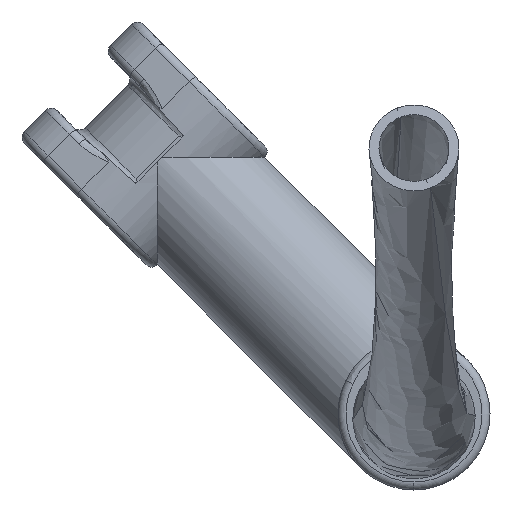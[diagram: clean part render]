
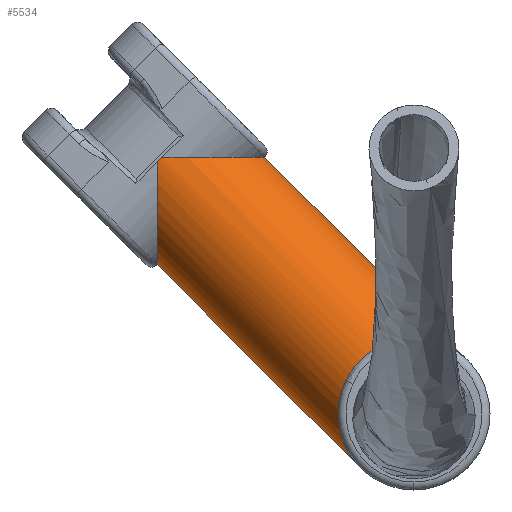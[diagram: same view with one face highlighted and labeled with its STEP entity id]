
A CAD part, left-side view. The second image highlights one B-rep face of the part: STEP entity #5534.
In plain terms, the highlighted cylindrical face has radius 19 mm (diameter 38 mm), a partial arc.
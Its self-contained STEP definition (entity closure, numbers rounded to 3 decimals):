
#129 =( BOUNDED_CURVE ( )  B_SPLINE_CURVE ( 3, ( #1348, #4886, #8409, #479 ),
 .UNSPECIFIED., .F., .T. ) 
 B_SPLINE_CURVE_WITH_KNOTS ( ( 4, 4 ),
 ( 3.467, 4.712 ),
 .UNSPECIFIED. ) 
 CURVE ( )  GEOMETRIC_REPRESENTATION_ITEM ( )  RATIONAL_B_SPLINE_CURVE ( ( 1., 0.875, 0.875, 1. ) ) 
 REPRESENTATION_ITEM ( '' )  );
#196 = EDGE_CURVE ( 'NONE', #5648, #2275, #803, .T. ) ;
#223 = CARTESIAN_POINT ( 'NONE',  ( -13.435, 0., 19. ) ) ;
#241 = EDGE_CURVE ( 'NONE', #3153, #2730, #429, .T. ) ;
#388 = CARTESIAN_POINT ( 'NONE',  ( -18.983, 64.17, 63.035 ) ) ;
#429 =( BOUNDED_CURVE ( )  B_SPLINE_CURVE ( 3, ( #10321, #5084, #10266, #2394 ),
 .UNSPECIFIED., .F., .T. ) 
 B_SPLINE_CURVE_WITH_KNOTS ( ( 4, 4 ),
 ( 2.816, 3.467 ),
 .UNSPECIFIED. ) 
 CURVE ( )  GEOMETRIC_REPRESENTATION_ITEM ( )  RATIONAL_B_SPLINE_CURVE ( ( 1., 0.965, 0.965, 1. ) ) 
 REPRESENTATION_ITEM ( '' )  );
#479 = CARTESIAN_POINT ( 'NONE',  ( 0., 13.435, -13.435 ) ) ;
#703 = EDGE_CURVE ( 'NONE', #5824, #5648, #6512, .T. ) ;
#803 = CIRCLE ( 'NONE', #2831, 19. ) ;
#871 = LINE ( 'NONE', #1039, #6262 ) ;
#1039 = CARTESIAN_POINT ( 'NONE',  ( 0., 77.605, 50.735 ) ) ;
#1098 = EDGE_CURVE ( 'NONE', #7788, #11226, #4051, .T. ) ;
#1348 = CARTESIAN_POINT ( 'NONE',  ( -18., 17.029, 8.427 ) ) ;
#1917 = VERTEX_POINT ( 'NONE', #7468 ) ;
#2023 = EDGE_CURVE ( 'NONE', #11226, #3153, #9128, .T. ) ;
#2275 = VERTEX_POINT ( 'NONE', #9584 ) ;
#2394 = CARTESIAN_POINT ( 'NONE',  ( -18., 17.029, 8.427 ) ) ;
#2730 = VERTEX_POINT ( 'NONE', #6137 ) ;
#2824 = LINE ( 'NONE', #9881, #4213 ) ;
#2831 = AXIS2_PLACEMENT_3D ( 'NONE', #5029, #9412, #7570 ) ;
#2948 = ORIENTED_EDGE ( 'NONE', *, *, #11138, .T. ) ;
#3048 = CARTESIAN_POINT ( 'NONE',  ( -13.435, 0., 19. ) ) ;
#3153 = VERTEX_POINT ( 'NONE', #5838 ) ;
#3576 = ORIENTED_EDGE ( 'NONE', *, *, #11404, .F. ) ;
#3762 = DIRECTION ( 'NONE',  ( 0., -0.707, -0.707 ) ) ;
#4051 =( BOUNDED_CURVE ( )  B_SPLINE_CURVE ( 3, ( #7735, #11392, #11225, #11334 ),
 .UNSPECIFIED., .F., .T. ) 
 B_SPLINE_CURVE_WITH_KNOTS ( ( 4, 4 ),
 ( 1.571, 2.356 ),
 .UNSPECIFIED. ) 
 CURVE ( )  GEOMETRIC_REPRESENTATION_ITEM ( )  RATIONAL_B_SPLINE_CURVE ( ( 1., 0.949, 0.949, 1. ) ) 
 REPRESENTATION_ITEM ( '' )  );
#4213 = VECTOR ( 'NONE', #3762, 1000. ) ;
#4764 = ORIENTED_EDGE ( 'NONE', *, *, #1098, .F. ) ;
#4886 = CARTESIAN_POINT ( 'NONE',  ( -15.298, 20.773, 0.862 ) ) ;
#4946 = AXIS2_PLACEMENT_3D ( 'NONE', #9185, #9356, #7349 ) ;
#5029 = CARTESIAN_POINT ( 'NONE',  ( 0., 63.602, 63.602 ) ) ;
#5030 = CARTESIAN_POINT ( 'NONE',  ( 0., 13.435, -13.435 ) ) ;
#5084 = CARTESIAN_POINT ( 'NONE',  ( -19.345, 12.193, 15.165 ) ) ;
#5107 = ORIENTED_EDGE ( 'NONE', *, *, #196, .F. ) ;
#5252 = CARTESIAN_POINT ( 'NONE',  ( 0., 37.3, 64.17 ) ) ;
#5534 = ADVANCED_FACE ( 'NONE', ( #8890 ), #10552, .T. ) ;
#5590 = ORIENTED_EDGE ( 'NONE', *, *, #703, .F. ) ;
#5648 = VERTEX_POINT ( 'NONE', #7517 ) ;
#5671 = CARTESIAN_POINT ( 'NONE',  ( -10.761, 64.17, 37.3 ) ) ;
#5824 = VERTEX_POINT ( 'NONE', #7679 ) ;
#5838 = CARTESIAN_POINT ( 'NONE',  ( -18., 8.427, 17.029 ) ) ;
#5916 = CARTESIAN_POINT ( 'NONE',  ( -18.983, 63.035, 64.17 ) ) ;
#5990 = ORIENTED_EDGE ( 'NONE', *, *, #8936, .F. ) ;
#6137 = CARTESIAN_POINT ( 'NONE',  ( -18., 17.029, 8.427 ) ) ;
#6262 = VECTOR ( 'NONE', #8161, 1000. ) ;
#6418 = EDGE_LOOP ( 'NONE', ( #3576, #5990, #5107, #5590, #2948, #7814, #10091, #7868, #4764 ) ) ;
#6512 =( BOUNDED_CURVE ( )  B_SPLINE_CURVE ( 3, ( #10032, #5671, #10094, #388 ),
 .UNSPECIFIED., .F., .T. ) 
 B_SPLINE_CURVE_WITH_KNOTS ( ( 4, 4 ),
 ( 0., 1.529 ),
 .UNSPECIFIED. ) 
 CURVE ( )  GEOMETRIC_REPRESENTATION_ITEM ( )  RATIONAL_B_SPLINE_CURVE ( ( 1., 0.815, 0.815, 1. ) ) 
 REPRESENTATION_ITEM ( '' )  );
#7000 = EDGE_CURVE ( 'NONE', #2730, #8869, #129, .T. ) ;
#7163 =( BOUNDED_CURVE ( )  B_SPLINE_CURVE ( 3, ( #5916, #8660, #10375, #5252 ),
 .UNSPECIFIED., .F., .F. ) 
 B_SPLINE_CURVE_WITH_KNOTS ( ( 4, 4 ),
 ( 4.755, 6.283 ),
 .UNSPECIFIED. ) 
 CURVE ( )  GEOMETRIC_REPRESENTATION_ITEM ( )  RATIONAL_B_SPLINE_CURVE ( ( 1., 0.815, 0.815, 1. ) ) 
 REPRESENTATION_ITEM ( '' )  );
#7349 = DIRECTION ( 'NONE',  ( 0., 0.707, -0.707 ) ) ;
#7409 = CARTESIAN_POINT ( 'NONE',  ( -17.06, 5.795, 18.331 ) ) ;
#7468 = CARTESIAN_POINT ( 'NONE',  ( 0., 37.3, 64.17 ) ) ;
#7517 = CARTESIAN_POINT ( 'NONE',  ( -18.983, 64.17, 63.035 ) ) ;
#7570 = DIRECTION ( 'NONE',  ( 0., -0.707, 0.707 ) ) ;
#7679 = CARTESIAN_POINT ( 'NONE',  ( 0., 64.17, 37.3 ) ) ;
#7735 = CARTESIAN_POINT ( 'NONE',  ( 0., -13.435, 13.435 ) ) ;
#7788 = VERTEX_POINT ( 'NONE', #8091 ) ;
#7814 = ORIENTED_EDGE ( 'NONE', *, *, #7000, .F. ) ;
#7868 = ORIENTED_EDGE ( 'NONE', *, *, #2023, .F. ) ;
#8091 = CARTESIAN_POINT ( 'NONE',  ( 0., -13.435, 13.435 ) ) ;
#8161 = DIRECTION ( 'NONE',  ( 0., -0.707, -0.707 ) ) ;
#8409 = CARTESIAN_POINT ( 'NONE',  ( -8.44, 19.403, -7.467 ) ) ;
#8660 = CARTESIAN_POINT ( 'NONE',  ( -18.528, 47.831, 64.17 ) ) ;
#8869 = VERTEX_POINT ( 'NONE', #5030 ) ;
#8890 = FACE_OUTER_BOUND ( 'NONE', #6418, .T. ) ;
#8936 = EDGE_CURVE ( 'NONE', #2275, #1917, #7163, .T. ) ;
#9128 =( BOUNDED_CURVE ( )  B_SPLINE_CURVE ( 3, ( #3048, #9245, #7409, #10686 ),
 .UNSPECIFIED., .F., .F. ) 
 B_SPLINE_CURVE_WITH_KNOTS ( ( 4, 4 ),
 ( 2.356, 2.816 ),
 .UNSPECIFIED. ) 
 CURVE ( )  GEOMETRIC_REPRESENTATION_ITEM ( )  RATIONAL_B_SPLINE_CURVE ( ( 1., 0.982, 0.982, 1. ) ) 
 REPRESENTATION_ITEM ( '' )  );
#9185 = CARTESIAN_POINT ( 'NONE',  ( 0., 64.17, 64.17 ) ) ;
#9245 = CARTESIAN_POINT ( 'NONE',  ( -15.511, 2.936, 19. ) ) ;
#9356 = DIRECTION ( 'NONE',  ( 0., -0.707, -0.707 ) ) ;
#9412 = DIRECTION ( 'NONE',  ( 0., 0.707, 0.707 ) ) ;
#9584 = CARTESIAN_POINT ( 'NONE',  ( -18.983, 63.035, 64.17 ) ) ;
#9881 = CARTESIAN_POINT ( 'NONE',  ( 0., 50.735, 77.605 ) ) ;
#10032 = CARTESIAN_POINT ( 'NONE',  ( 0., 64.17, 37.3 ) ) ;
#10091 = ORIENTED_EDGE ( 'NONE', *, *, #241, .F. ) ;
#10094 = CARTESIAN_POINT ( 'NONE',  ( -18.528, 64.17, 47.831 ) ) ;
#10266 = CARTESIAN_POINT ( 'NONE',  ( -19.345, 15.165, 12.193 ) ) ;
#10321 = CARTESIAN_POINT ( 'NONE',  ( -18., 8.427, 17.029 ) ) ;
#10375 = CARTESIAN_POINT ( 'NONE',  ( -10.761, 37.3, 64.17 ) ) ;
#10552 = CYLINDRICAL_SURFACE ( 'NONE', #4946, 19. ) ;
#10686 = CARTESIAN_POINT ( 'NONE',  ( -18., 8.427, 17.029 ) ) ;
#11138 = EDGE_CURVE ( 'NONE', #5824, #8869, #871, .T. ) ;
#11225 = CARTESIAN_POINT ( 'NONE',  ( -9.824, -5.106, 19. ) ) ;
#11226 = VERTEX_POINT ( 'NONE', #223 ) ;
#11334 = CARTESIAN_POINT ( 'NONE',  ( -13.435, 0., 19. ) ) ;
#11392 = CARTESIAN_POINT ( 'NONE',  ( -5.106, -9.824, 17.046 ) ) ;
#11404 = EDGE_CURVE ( 'NONE', #1917, #7788, #2824, .T. ) ;
